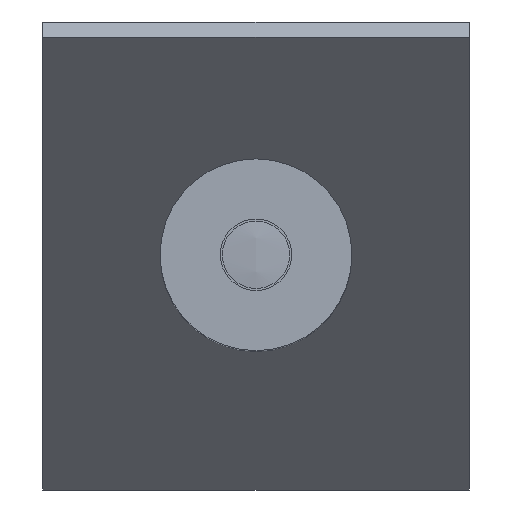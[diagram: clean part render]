
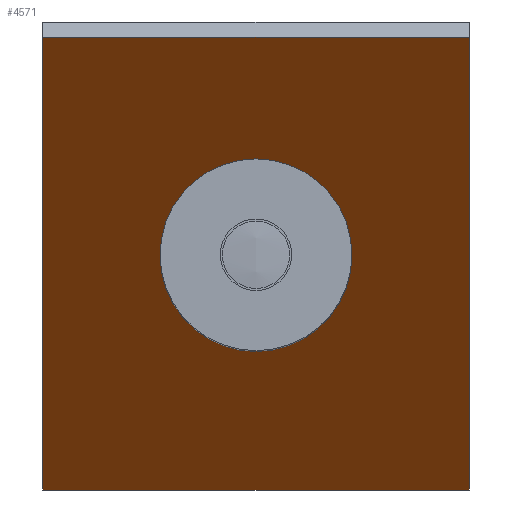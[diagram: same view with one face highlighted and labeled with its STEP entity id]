
A CAD part, top view. The second image highlights one B-rep face of the part: STEP entity #4571.
In plain terms, the highlighted planar face has unit normal (0, -0.707, 0.707).
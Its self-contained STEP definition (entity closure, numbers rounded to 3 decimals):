
#4212=FACE_OUTER_BOUND('',#4242,.T.);
#4242=EDGE_LOOP('',(#4500,#4501,#4502,#4503));
#4278=LINE('',#5037,#4317);
#4282=LINE('',#5044,#4321);
#4285=LINE('',#5050,#4324);
#4287=LINE('',#5053,#4326);
#4317=VECTOR('',#4884,10.);
#4321=VECTOR('',#4890,10.);
#4324=VECTOR('',#4895,10.);
#4326=VECTOR('',#4899,10.);
#4352=VERTEX_POINT('',#5034);
#4353=VERTEX_POINT('',#5036);
#4355=VERTEX_POINT('',#5042);
#4357=VERTEX_POINT('',#5048);
#4399=EDGE_CURVE('',#4353,#4352,#4278,.T.);
#4403=EDGE_CURVE('',#4352,#4355,#4282,.T.);
#4406=EDGE_CURVE('',#4355,#4357,#4285,.T.);
#4408=EDGE_CURVE('',#4357,#4353,#4287,.T.);
#4500=ORIENTED_EDGE('',*,*,#4399,.T.);
#4501=ORIENTED_EDGE('',*,*,#4403,.T.);
#4502=ORIENTED_EDGE('',*,*,#4406,.T.);
#4503=ORIENTED_EDGE('',*,*,#4408,.T.);
#4545=PLANE('',#4776);
#4571=ADVANCED_FACE('',(#4212),#4545,.T.);
#4776=AXIS2_PLACEMENT_3D('',#5055,#4902,#4903);
#4884=DIRECTION('',(1.,0.,0.));
#4890=DIRECTION('',(0.,0.707,0.707));
#4895=DIRECTION('',(-1.,0.,0.));
#4899=DIRECTION('',(0.,-0.707,-0.707));
#4902=DIRECTION('center_axis',(0.,-0.707,
0.707));
#4903=DIRECTION('ref_axis',(-0.561,-0.585,-0.585));
#5034=CARTESIAN_POINT('',(2.,-2.192,-8.772));
#5036=CARTESIAN_POINT('',(-2.,-2.192,-8.772));
#5037=CARTESIAN_POINT('',(-2.,-2.192,-8.772));
#5042=CARTESIAN_POINT('',(2.,2.051,-4.529));
#5044=CARTESIAN_POINT('',(2.,-2.192,-8.772));
#5048=CARTESIAN_POINT('',(-2.,2.051,-4.529));
#5050=CARTESIAN_POINT('',(2.,2.051,-4.529));
#5053=CARTESIAN_POINT('',(-2.,2.051,-4.529));
#5055=CARTESIAN_POINT('Origin',(-1.02,3.68,-2.9));
